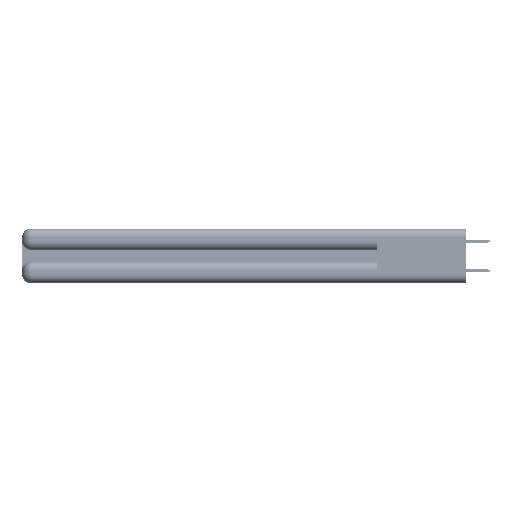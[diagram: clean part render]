
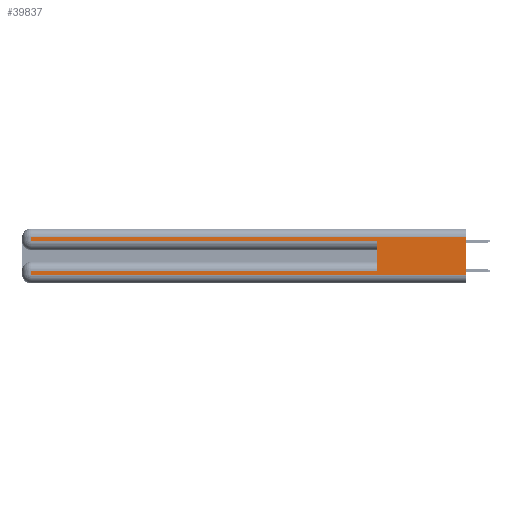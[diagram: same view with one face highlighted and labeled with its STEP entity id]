
A CAD part, left-side view. The second image highlights one B-rep face of the part: STEP entity #39837.
In plain terms, the highlighted planar face has unit normal (-1, 0, 0).
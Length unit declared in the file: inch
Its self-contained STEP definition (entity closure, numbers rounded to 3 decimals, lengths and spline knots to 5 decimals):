
#857 = LINE ( 'NONE', #10577, #6736 ) ;
#2715 = VECTOR ( 'NONE', #14491, 39.37008 ) ;
#3349 = ORIENTED_EDGE ( 'NONE', *, *, #23770, .T. ) ;
#3483 = CARTESIAN_POINT ( 'NONE',  ( 0., 2.94, 0.085 ) ) ;
#3642 = DIRECTION ( 'NONE',  ( 0., 0., -1. ) ) ;
#4085 = VERTEX_POINT ( 'NONE', #11642 ) ;
#4159 = LINE ( 'NONE', #41595, #37759 ) ;
#6610 = CARTESIAN_POINT ( 'NONE',  ( 0., 0., 0.31 ) ) ;
#6736 = VECTOR ( 'NONE', #23225, 39.37008 ) ;
#8150 = CARTESIAN_POINT ( 'NONE',  ( 0., 0.6, 0.285 ) ) ;
#8598 = DIRECTION ( 'NONE',  ( 0., -1., 0. ) ) ;
#10577 = CARTESIAN_POINT ( 'NONE',  ( 0., 0.6, 0.145 ) ) ;
#11322 = EDGE_CURVE ( 'NONE', #32616, #12206, #21449, .T. ) ;
#11642 = CARTESIAN_POINT ( 'NONE',  ( 0., 2.94, 0.285 ) ) ;
#12206 = VERTEX_POINT ( 'NONE', #3483 ) ;
#12656 = VECTOR ( 'NONE', #52978, 39.37008 ) ;
#13893 = EDGE_CURVE ( 'NONE', #32616, #26862, #857, .T. ) ;
#14234 = AXIS2_PLACEMENT_3D ( 'NONE', #36978, #45269, #3642 ) ;
#14331 = LINE ( 'NONE', #42684, #34113 ) ;
#14491 = DIRECTION ( 'NONE',  ( 0., -1., 0. ) ) ;
#14789 = DIRECTION ( 'NONE',  ( 0., 1., 0. ) ) ;
#15425 = CARTESIAN_POINT ( 'NONE',  ( 0., 0., 0.31 ) ) ;
#17279 = ORIENTED_EDGE ( 'NONE', *, *, #13893, .F. ) ;
#18191 = LINE ( 'NONE', #34104, #41271 ) ;
#18399 = VERTEX_POINT ( 'NONE', #43692 ) ;
#18541 = EDGE_CURVE ( 'NONE', #49871, #27513, #23815, .T. ) ;
#21449 = LINE ( 'NONE', #35427, #28693 ) ;
#21901 = DIRECTION ( 'NONE',  ( 0., 0., -1. ) ) ;
#23187 = ORIENTED_EDGE ( 'NONE', *, *, #11322, .T. ) ;
#23225 = DIRECTION ( 'NONE',  ( 0., 0., 1. ) ) ;
#23770 = EDGE_CURVE ( 'NONE', #27513, #4085, #34860, .T. ) ;
#23815 = LINE ( 'NONE', #6610, #12656 ) ;
#26025 = EDGE_CURVE ( 'NONE', #4085, #26862, #33035, .T. ) ;
#26515 = ORIENTED_EDGE ( 'NONE', *, *, #18541, .T. ) ;
#26862 = VERTEX_POINT ( 'NONE', #8150 ) ;
#26902 = VECTOR ( 'NONE', #28034, 39.37008 ) ;
#27513 = VERTEX_POINT ( 'NONE', #46223 ) ;
#28034 = DIRECTION ( 'NONE',  ( 0., 0., -1. ) ) ;
#28693 = VECTOR ( 'NONE', #14789, 39.37008 ) ;
#31594 = EDGE_CURVE ( 'NONE', #12206, #37468, #18191, .T. ) ;
#32616 = VERTEX_POINT ( 'NONE', #36750 ) ;
#33035 = LINE ( 'NONE', #39919, #2715 ) ;
#34104 = CARTESIAN_POINT ( 'NONE',  ( 0., 2.94, 0.37 ) ) ;
#34113 = VECTOR ( 'NONE', #8598, 39.37008 ) ;
#34695 = ORIENTED_EDGE ( 'NONE', *, *, #31594, .T. ) ;
#34860 = LINE ( 'NONE', #53242, #26902 ) ;
#35427 = CARTESIAN_POINT ( 'NONE',  ( 0., 0., 0.085 ) ) ;
#36750 = CARTESIAN_POINT ( 'NONE',  ( 0., 0.6, 0.085 ) ) ;
#36978 = CARTESIAN_POINT ( 'NONE',  ( 0., 0., 0.37 ) ) ;
#37468 = VERTEX_POINT ( 'NONE', #50430 ) ;
#37759 = VECTOR ( 'NONE', #49822, 39.37008 ) ;
#38059 = EDGE_CURVE ( 'NONE', #37468, #18399, #14331, .T. ) ;
#39837 = ADVANCED_FACE ( 'NONE', ( #47774 ), #53880, .F. ) ;
#39919 = CARTESIAN_POINT ( 'NONE',  ( 0., 0., 0.285 ) ) ;
#41271 = VECTOR ( 'NONE', #21901, 39.37008 ) ;
#41352 = ORIENTED_EDGE ( 'NONE', *, *, #38059, .T. ) ;
#41425 = EDGE_CURVE ( 'NONE', #49871, #18399, #4159, .T. ) ;
#41595 = CARTESIAN_POINT ( 'NONE',  ( 0., 0., 0.37 ) ) ;
#42204 = ORIENTED_EDGE ( 'NONE', *, *, #26025, .T. ) ;
#42684 = CARTESIAN_POINT ( 'NONE',  ( 0., 0., 0.06 ) ) ;
#43692 = CARTESIAN_POINT ( 'NONE',  ( 0., 0., 0.06 ) ) ;
#44741 = ORIENTED_EDGE ( 'NONE', *, *, #41425, .F. ) ;
#45269 = DIRECTION ( 'NONE',  ( 1., 0., 0. ) ) ;
#46223 = CARTESIAN_POINT ( 'NONE',  ( 0., 2.94, 0.31 ) ) ;
#47774 = FACE_OUTER_BOUND ( 'NONE', #52652, .T. ) ;
#49822 = DIRECTION ( 'NONE',  ( 0., 0., -1. ) ) ;
#49871 = VERTEX_POINT ( 'NONE', #15425 ) ;
#50430 = CARTESIAN_POINT ( 'NONE',  ( 0., 2.94, 0.06 ) ) ;
#52652 = EDGE_LOOP ( 'NONE', ( #44741, #26515, #3349, #42204, #17279, #23187, #34695, #41352 ) ) ;
#52978 = DIRECTION ( 'NONE',  ( 0., 1., 0. ) ) ;
#53242 = CARTESIAN_POINT ( 'NONE',  ( 0., 2.94, 0.37 ) ) ;
#53880 = PLANE ( 'NONE',  #14234 ) ;
